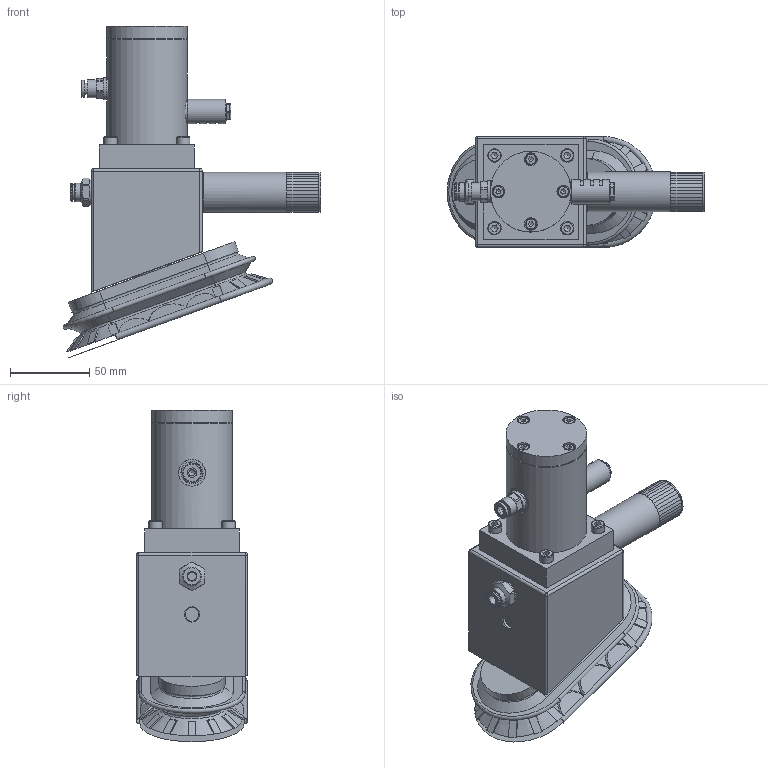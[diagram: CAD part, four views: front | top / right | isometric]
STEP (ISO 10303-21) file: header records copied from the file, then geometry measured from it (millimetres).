
FILE_DESCRIPTION(/* description */ (''),/* implementation_level */ '2;1');
FILE_NAME(/* name */ '3D_varvib260.stp',/* time_stamp */ '2023-06-01T09:46:10+02:00',/* author */ ('enginyeria2'),/* organization */ (''),/* preprocessor_version */ 'ST-DEVELOPER v17',/* originating_system */ 'Autodesk Inventor 2019',/* authorisation */ '');
FILE_SCHEMA (('AUTOMOTIVE_DESIGN { 1 0 10303 214 3 1 1 }'));
Length unit declared in the file: millimetre
Products named in the file (1): Pieza2
Bounding box: 162.94 x 70 x 209.53 mm (x, y, z)
Volume: 742328.1 mm3; surface area: 100985.3 mm2
Topology: 1 solids, 34 shells, 706 faces, 1726 edges, 1121 vertices
Faces by surface type: plane 443, cylinder 157, cone 55, torus 41, sphere 10
Full cylindrical faces by diameter (mm): 3.3 x4, 3.4 x1, 4 x8, 4.1 x1, 4.5 x8, 5 x4, 5.5 x4, 6 x1, 6.15 x1, 6.5 x4, 7 x8, 7.1 x1, 8 x9, 8.1 x1, 8.5 x4, 8.566 x4, 9 x4, 9.6 x1, 9.73 x1, 10 x3, 11 x3, 11.5 x1, 11.6 x2, 11.7 x1, 13 x2, 14 x1, 15.5 x1, 15.8 x1, 17 x2, 17.7 x1
Entity records: 21454 total; most frequent: CARTESIAN_POINT 3926, DIRECTION 3740, ORIENTED_EDGE 3368, EDGE_CURVE 1684, AXIS2_PLACEMENT_3D 1462, VERTEX_POINT 1111, LINE 816, VECTOR 816
